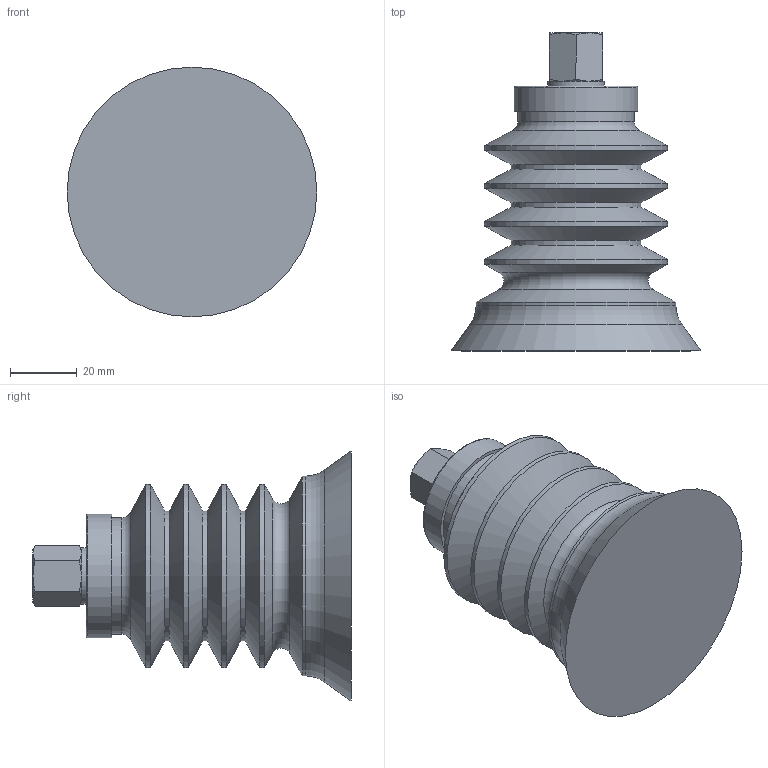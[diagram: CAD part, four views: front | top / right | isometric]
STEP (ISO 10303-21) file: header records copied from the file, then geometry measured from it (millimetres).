
FILE_DESCRIPTION(/* description */ (''),/* implementation_level */ '2;1');
FILE_NAME(/* name */ 'vf75-5sb_rac19r1-4h.stp',/* time_stamp */ '2020-09-28T09:32:47+02:00',/* author */ ('enginyeria'),/* organization */ (''),/* preprocessor_version */ 'ST-DEVELOPER v17.2',/* originating_system */ 'Autodesk Inventor 2019',/* authorisation */ '');
FILE_SCHEMA (('CONFIG_CONTROL_DESIGN'));
Length unit declared in the file: millimetre
Products named in the file (1): vf75-5sb_rac19r1-4h
Bounding box: 75.01 x 95.5 x 75.01 mm (x, y, z)
Volume: 158612 mm3; surface area: 25864.1 mm2
Topology: 1 solids, 1 shells, 51 faces, 136 edges, 91 vertices
Faces by surface type: cone 23, cylinder 12, plane 12, torus 4
Full cylindrical faces by diameter (mm): 11.445 x1, 17 x1, 35 x1, 37.2 x1, 39 x3, 55 x4, 60 x1
Entity records: 1726 total; most frequent: CARTESIAN_POINT 327, DIRECTION 299, ORIENTED_EDGE 272, EDGE_CURVE 136, AXIS2_PLACEMENT_3D 135, VERTEX_POINT 91, CIRCLE 83, EDGE_LOOP 55
